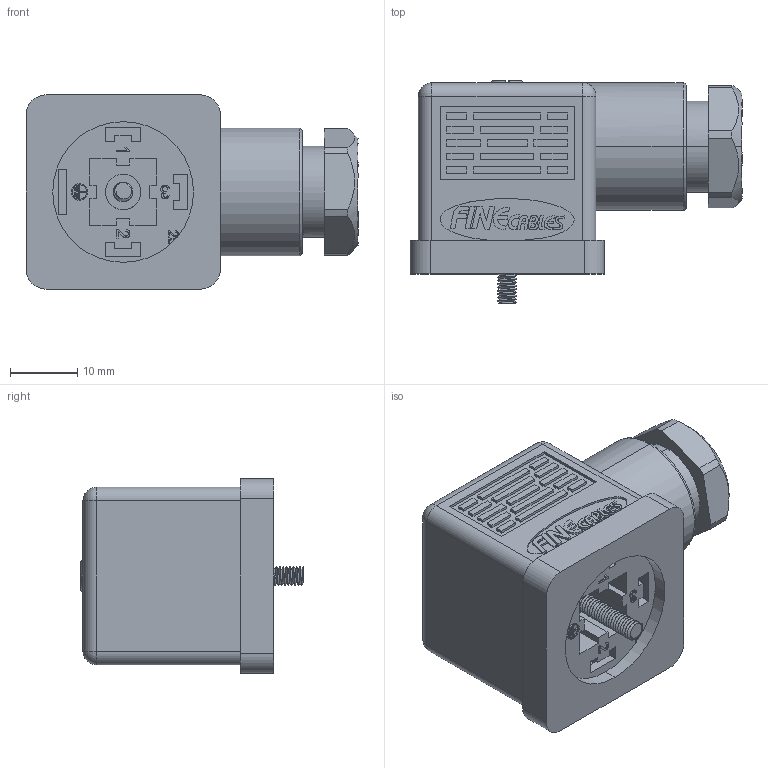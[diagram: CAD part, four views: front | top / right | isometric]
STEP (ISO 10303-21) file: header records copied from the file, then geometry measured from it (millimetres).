
FILE_DESCRIPTION (( 'STEP AP203' ), '1' );
FILE_NAME ('P437-P438.STEP', '2020-04-16T01:41:57', ( 'edpusr' ), ( 'Microsoft' ), 'SwSTEP 2.0', 'SolidWorks 2015', '' );
FILE_SCHEMA (( 'CONFIG_CONTROL_DESIGN' ));
Products named in the file (1): P437-P438
Bounding box: 49.55 x 33.25 x 29 mm (x, y, z)
Volume: 21620.3 mm3; surface area: 12401.7 mm2
Topology: 7 solids, 7 shells, 989 faces, 2731 edges, 1847 vertices
Faces by surface type: plane 565, cylinder 307, bspline 100, torus 7, cone 6, sphere 4
Entity records: 47505 total; most frequent: CARTESIAN_POINT 22903, ORIENTED_EDGE 5454, DIRECTION 4489, EDGE_CURVE 2727, VERTEX_POINT 1847, VECTOR 1725, LINE 1725, AXIS2_PLACEMENT_3D 1382
